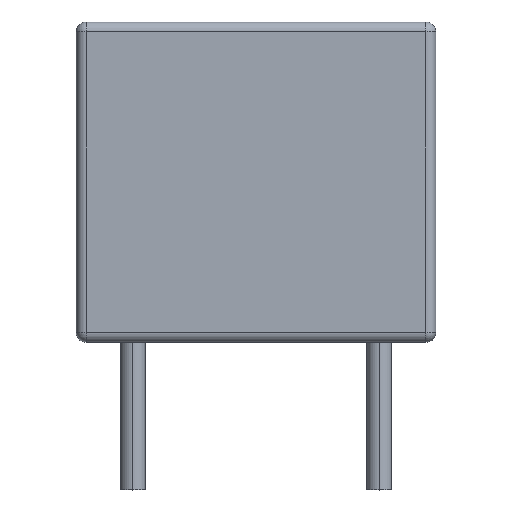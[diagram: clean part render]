
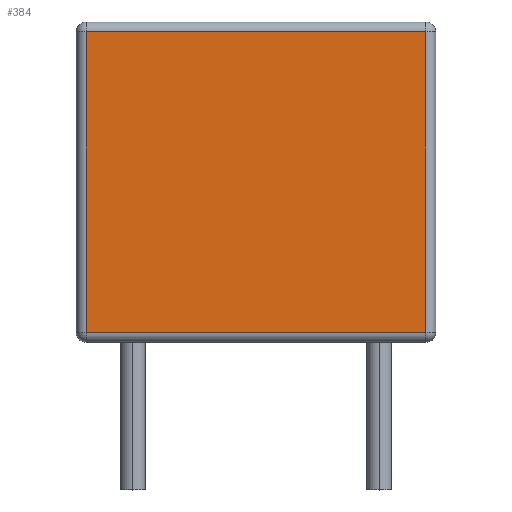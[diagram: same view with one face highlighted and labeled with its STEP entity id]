
A CAD part, top view. The second image highlights one B-rep face of the part: STEP entity #384.
In plain terms, the highlighted planar face has unit normal (0, 0, 1).
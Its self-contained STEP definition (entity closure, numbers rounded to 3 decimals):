
#9 = EDGE_CURVE ( 'NONE', #362, #233, #314, .T. ) ;
#41 = CARTESIAN_POINT ( 'NONE',  ( 3.45, 0.2, 1.25 ) ) ;
#44 = CARTESIAN_POINT ( 'NONE',  ( 3.45, 6.3, 1.25 ) ) ;
#84 = EDGE_CURVE ( 'NONE', #198, #944, #811, .T. ) ;
#93 = ORIENTED_EDGE ( 'NONE', *, *, #750, .T. ) ;
#114 = CARTESIAN_POINT ( 'NONE',  ( -3.45, 0.2, 1.25 ) ) ;
#198 = VERTEX_POINT ( 'NONE', #831 ) ;
#200 = DIRECTION ( 'NONE',  ( -1., 0., 0. ) ) ;
#233 = VERTEX_POINT ( 'NONE', #44 ) ;
#314 = LINE ( 'NONE', #877, #693 ) ;
#326 = DIRECTION ( 'NONE',  ( 0., -1., 0. ) ) ;
#327 = VECTOR ( 'NONE', #200, 1000. ) ;
#362 = VERTEX_POINT ( 'NONE', #41 ) ;
#384 = ADVANCED_FACE ( 'NONE', ( #886 ), #579, .F. ) ;
#449 = EDGE_LOOP ( 'NONE', ( #537, #850, #672, #93 ) ) ;
#484 = VECTOR ( 'NONE', #326, 1000. ) ;
#496 = VECTOR ( 'NONE', #890, 1000. ) ;
#504 = DIRECTION ( 'NONE',  ( -1., 0., 0. ) ) ;
#537 = ORIENTED_EDGE ( 'NONE', *, *, #84, .T. ) ;
#576 = LINE ( 'NONE', #836, #496 ) ;
#579 = PLANE ( 'NONE',  #675 ) ;
#585 = DIRECTION ( 'NONE',  ( 0., 0., -1. ) ) ;
#588 = CARTESIAN_POINT ( 'NONE',  ( -3.65, 6.3, 1.25 ) ) ;
#671 = EDGE_CURVE ( 'NONE', #944, #362, #576, .T. ) ;
#672 = ORIENTED_EDGE ( 'NONE', *, *, #9, .T. ) ;
#675 = AXIS2_PLACEMENT_3D ( 'NONE', #900, #585, #504 ) ;
#693 = VECTOR ( 'NONE', #882, 1000. ) ;
#750 = EDGE_CURVE ( 'NONE', #233, #198, #761, .T. ) ;
#761 = LINE ( 'NONE', #588, #327 ) ;
#811 = LINE ( 'NONE', #873, #484 ) ;
#831 = CARTESIAN_POINT ( 'NONE',  ( -3.45, 6.3, 1.25 ) ) ;
#836 = CARTESIAN_POINT ( 'NONE',  ( 3.65, 0.2, 1.25 ) ) ;
#850 = ORIENTED_EDGE ( 'NONE', *, *, #671, .T. ) ;
#873 = CARTESIAN_POINT ( 'NONE',  ( -3.45, 6.5, 1.25 ) ) ;
#877 = CARTESIAN_POINT ( 'NONE',  ( 3.45, 6.5, 1.25 ) ) ;
#882 = DIRECTION ( 'NONE',  ( 0., 1., 0. ) ) ;
#886 = FACE_OUTER_BOUND ( 'NONE', #449, .T. ) ;
#890 = DIRECTION ( 'NONE',  ( 1., 0., 0. ) ) ;
#900 = CARTESIAN_POINT ( 'NONE',  ( 3.65, 6.5, 1.25 ) ) ;
#944 = VERTEX_POINT ( 'NONE', #114 ) ;
